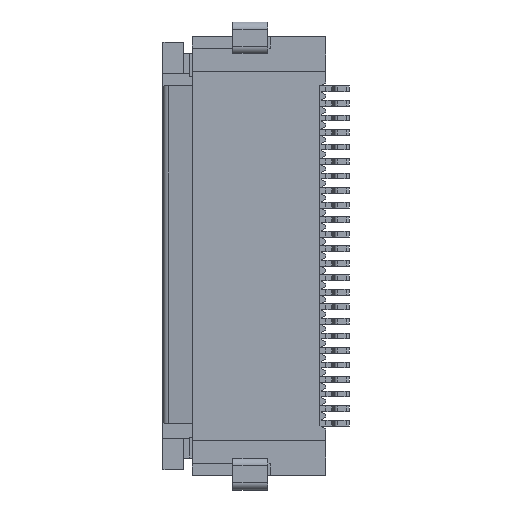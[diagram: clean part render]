
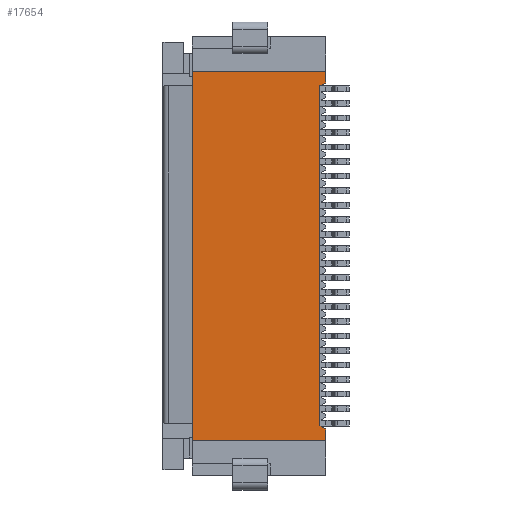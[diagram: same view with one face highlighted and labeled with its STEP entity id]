
A CAD part, left-side view. The second image highlights one B-rep face of the part: STEP entity #17654.
In plain terms, the highlighted planar face has unit normal (-1, 0, 0).
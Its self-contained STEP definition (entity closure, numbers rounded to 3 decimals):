
#780=FACE_OUTER_BOUND('',#1694,.T.);
#1694=EDGE_LOOP('',(#13078,#13079,#13080,#13081,#13082,#13083,#13084,#13085,
#13086));
#2428=LINE('',#24568,#4746);
#2505=LINE('',#24740,#4823);
#2511=LINE('',#24751,#4829);
#2606=LINE('',#24947,#4924);
#3413=LINE('',#26774,#5731);
#3425=LINE('',#26796,#5743);
#3427=LINE('',#26800,#5745);
#3428=LINE('',#26802,#5746);
#3429=LINE('',#26803,#5747);
#4746=VECTOR('',#19712,1.);
#4823=VECTOR('',#19865,1.);
#4829=VECTOR('',#19875,1.);
#4924=VECTOR('',#20036,1.);
#5731=VECTOR('',#21419,1.);
#5743=VECTOR('',#21437,1.);
#5745=VECTOR('',#21441,1.);
#5746=VECTOR('',#21442,1.);
#5747=VECTOR('',#21443,1.);
#7055=VERTEX_POINT('',#24565);
#7056=VERTEX_POINT('',#24567);
#7113=VERTEX_POINT('',#24738);
#7116=VERTEX_POINT('',#24750);
#7184=VERTEX_POINT('',#24946);
#7916=VERTEX_POINT('',#26772);
#7923=VERTEX_POINT('',#26794);
#7924=VERTEX_POINT('',#26799);
#7925=VERTEX_POINT('',#26801);
#8798=EDGE_CURVE('',#7055,#7056,#2428,.T.);
#8886=EDGE_CURVE('',#7113,#7055,#2505,.T.);
#8892=EDGE_CURVE('',#7056,#7116,#2511,.T.);
#8991=EDGE_CURVE('',#7184,#7116,#2606,.T.);
#9898=EDGE_CURVE('',#7916,#7113,#3413,.T.);
#9910=EDGE_CURVE('',#7916,#7923,#3425,.T.);
#9912=EDGE_CURVE('',#7923,#7924,#3427,.T.);
#9913=EDGE_CURVE('',#7925,#7924,#3428,.T.);
#9914=EDGE_CURVE('',#7184,#7925,#3429,.T.);
#13078=ORIENTED_EDGE('',*,*,#8991,.T.);
#13079=ORIENTED_EDGE('',*,*,#8892,.F.);
#13080=ORIENTED_EDGE('',*,*,#8798,.F.);
#13081=ORIENTED_EDGE('',*,*,#8886,.F.);
#13082=ORIENTED_EDGE('',*,*,#9898,.F.);
#13083=ORIENTED_EDGE('',*,*,#9910,.T.);
#13084=ORIENTED_EDGE('',*,*,#9912,.T.);
#13085=ORIENTED_EDGE('',*,*,#9913,.F.);
#13086=ORIENTED_EDGE('',*,*,#9914,.F.);
#16880=PLANE('',#18706);
#17654=ADVANCED_FACE('',(#780),#16880,.T.);
#18706=AXIS2_PLACEMENT_3D('',#26798,#21439,#21440);
#19712=DIRECTION('',(0.,0.,-1.));
#19865=DIRECTION('',(0.,-1.,0.));
#19875=DIRECTION('',(0.,0.89,-0.456));
#20036=DIRECTION('',(0.,-1.,0.));
#21419=DIRECTION('',(0.,0.,1.));
#21437=DIRECTION('',(0.,-1.,0.));
#21439=DIRECTION('center_axis',(-1.,0.,0.));
#21440=DIRECTION('ref_axis',(0.,-1.,0.));
#21441=DIRECTION('',(0.,0.,1.));
#21442=DIRECTION('',(0.,-0.89,-0.456));
#21443=DIRECTION('',(0.,0.,-1.));
#24565=CARTESIAN_POINT('',(-2.015,-3.591,14.058));
#24567=CARTESIAN_POINT('',(-2.015,-3.591,13.658));
#24568=CARTESIAN_POINT('',(-2.015,-3.591,15.105));
#24738=CARTESIAN_POINT('',(-2.015,1.009,14.058));
#24740=CARTESIAN_POINT('',(-2.015,1.009,14.058));
#24750=CARTESIAN_POINT('',(-2.015,-3.396,13.558));
#24751=CARTESIAN_POINT('',(-2.015,0.,11.817));
#24946=CARTESIAN_POINT('',(-2.015,-3.391,13.558));
#24947=CARTESIAN_POINT('',(-2.015,1.009,13.558));
#26772=CARTESIAN_POINT('',(-2.015,1.009,1.358));
#26774=CARTESIAN_POINT('',(-2.015,1.009,16.325));
#26794=CARTESIAN_POINT('',(-2.015,-3.591,1.358));
#26796=CARTESIAN_POINT('',(-2.015,1.009,1.358));
#26798=CARTESIAN_POINT('Origin',(-2.015,-3.341,28.055));
#26799=CARTESIAN_POINT('',(-2.015,-3.591,1.758));
#26800=CARTESIAN_POINT('',(-2.015,-3.591,0.31));
#26801=CARTESIAN_POINT('',(-2.015,-3.391,1.86));
#26802=CARTESIAN_POINT('',(-2.015,0.,3.598));
#26803=CARTESIAN_POINT('',(-2.015,-3.391,23.555));
